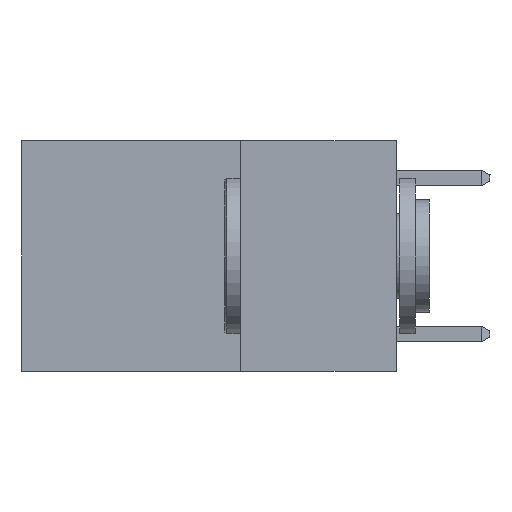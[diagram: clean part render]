
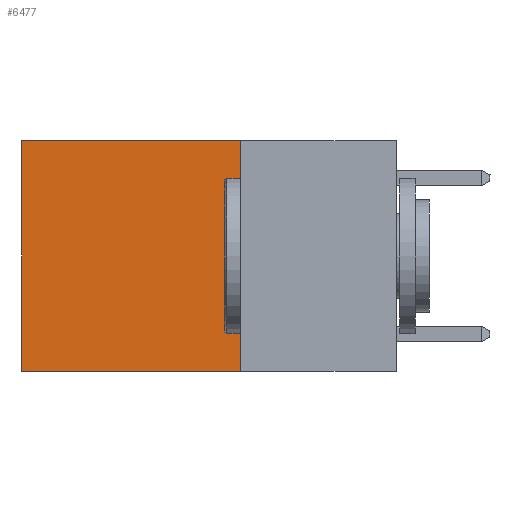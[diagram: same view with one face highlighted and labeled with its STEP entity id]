
A CAD part, left-side view. The second image highlights one B-rep face of the part: STEP entity #6477.
In plain terms, the highlighted planar face has unit normal (-1, 0, 0).
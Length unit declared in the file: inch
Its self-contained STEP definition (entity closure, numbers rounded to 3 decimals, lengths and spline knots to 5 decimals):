
#141 = ORIENTED_EDGE ( 'NONE', *, *, #8536, .F. ) ;
#526 = ORIENTED_EDGE ( 'NONE', *, *, #3640, .F. ) ;
#600 = DIRECTION ( 'NONE',  ( 0., 0., -1. ) ) ;
#1371 = DIRECTION ( 'NONE',  ( 0., 1., 0. ) ) ;
#1394 = ORIENTED_EDGE ( 'NONE', *, *, #4684, .T. ) ;
#1441 = FACE_OUTER_BOUND ( 'NONE', #4735, .T. ) ;
#1444 = DIRECTION ( 'NONE',  ( 0., 1., 0. ) ) ;
#1479 = CARTESIAN_POINT ( 'NONE',  ( 0.2625, 0.25, 0. ) ) ;
#1796 = CARTESIAN_POINT ( 'NONE',  ( 0.2625, 0.6, -0.37 ) ) ;
#2319 = DIRECTION ( 'NONE',  ( 0., 0., -1. ) ) ;
#2418 = VERTEX_POINT ( 'NONE', #2869 ) ;
#2869 = CARTESIAN_POINT ( 'NONE',  ( 0.2625, 0.6, 0. ) ) ;
#3419 = VECTOR ( 'NONE', #2319, 39.37008 ) ;
#3422 = VECTOR ( 'NONE', #11117, 39.37008 ) ;
#3640 = EDGE_CURVE ( 'NONE', #7135, #10920, #5708, .T. ) ;
#4684 = EDGE_CURVE ( 'NONE', #2418, #10920, #9044, .T. ) ;
#4735 = EDGE_LOOP ( 'NONE', ( #1394, #526, #141, #10953 ) ) ;
#4965 = CARTESIAN_POINT ( 'NONE',  ( 0.2625, 0.6, 0. ) ) ;
#5575 = DIRECTION ( 'NONE',  ( 1., 0., 0. ) ) ;
#5708 = LINE ( 'NONE', #6447, #12201 ) ;
#5980 = VERTEX_POINT ( 'NONE', #1479 ) ;
#6447 = CARTESIAN_POINT ( 'NONE',  ( 0.2625, 0.25, -0.37 ) ) ;
#6477 = ADVANCED_FACE ( 'NONE', ( #1441 ), #8446, .F. ) ;
#6880 = CARTESIAN_POINT ( 'NONE',  ( 0.2625, 0.25, -0.37 ) ) ;
#7078 = LINE ( 'NONE', #7275, #3419 ) ;
#7135 = VERTEX_POINT ( 'NONE', #6880 ) ;
#7275 = CARTESIAN_POINT ( 'NONE',  ( 0.2625, 0.25, 0. ) ) ;
#7485 = LINE ( 'NONE', #11326, #10750 ) ;
#8446 = PLANE ( 'NONE',  #11851 ) ;
#8536 = EDGE_CURVE ( 'NONE', #5980, #7135, #7078, .T. ) ;
#9044 = LINE ( 'NONE', #4965, #3422 ) ;
#9841 = EDGE_CURVE ( 'NONE', #5980, #2418, #7485, .T. ) ;
#10750 = VECTOR ( 'NONE', #1371, 39.37008 ) ;
#10920 = VERTEX_POINT ( 'NONE', #1796 ) ;
#10953 = ORIENTED_EDGE ( 'NONE', *, *, #9841, .T. ) ;
#11117 = DIRECTION ( 'NONE',  ( 0., 0., -1. ) ) ;
#11326 = CARTESIAN_POINT ( 'NONE',  ( 0.2625, 0.25, 0. ) ) ;
#11851 = AXIS2_PLACEMENT_3D ( 'NONE', #12482, #5575, #600 ) ;
#12201 = VECTOR ( 'NONE', #1444, 39.37008 ) ;
#12482 = CARTESIAN_POINT ( 'NONE',  ( 0.2625, 0.25, 0. ) ) ;
